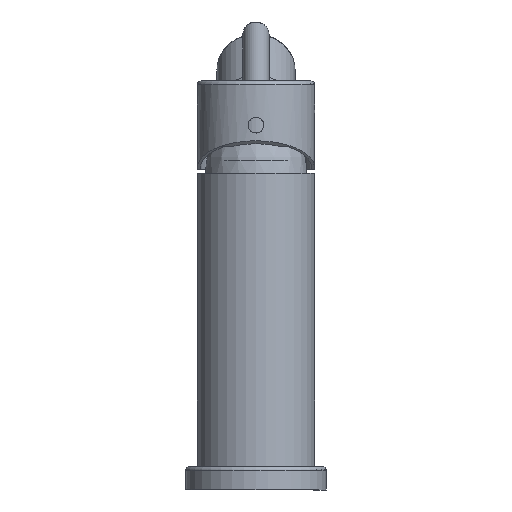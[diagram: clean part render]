
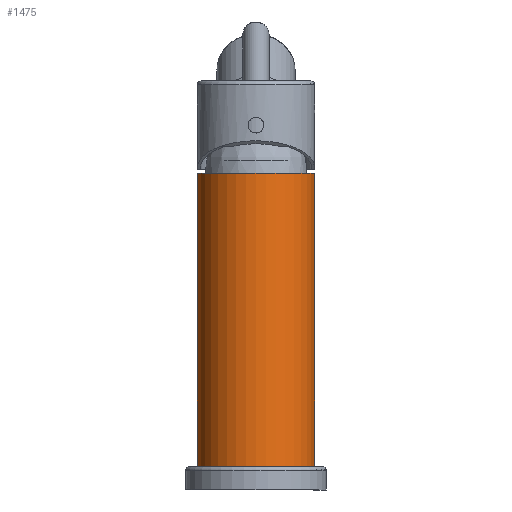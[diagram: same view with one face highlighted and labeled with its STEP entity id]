
A CAD part, left-side view. The second image highlights one B-rep face of the part: STEP entity #1475.
In plain terms, the highlighted cylindrical face has radius 22.5 mm (diameter 45 mm), a full revolution.
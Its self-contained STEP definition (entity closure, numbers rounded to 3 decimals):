
#162=LINE('',#2474,#235);
#235=VECTOR('',#1931,22.5);
#308=CYLINDRICAL_SURFACE('',#1684,22.5);
#344=FACE_OUTER_BOUND('',#440,.T.);
#440=EDGE_LOOP('',(#1012,#1013,#1014,#1015));
#549=CIRCLE('',#1681,22.5);
#550=CIRCLE('',#1683,22.5);
#659=VERTEX_POINT('',#2468);
#660=VERTEX_POINT('',#2471);
#798=EDGE_CURVE('',#659,#659,#549,.T.);
#799=EDGE_CURVE('',#660,#660,#550,.T.);
#800=EDGE_CURVE('',#660,#659,#162,.T.);
#1012=ORIENTED_EDGE('',*,*,#799,.T.);
#1013=ORIENTED_EDGE('',*,*,#800,.T.);
#1014=ORIENTED_EDGE('',*,*,#798,.F.);
#1015=ORIENTED_EDGE('',*,*,#800,.F.);
#1475=ADVANCED_FACE('',(#344),#308,.T.);
#1681=AXIS2_PLACEMENT_3D('',#2469,#1923,#1924);
#1683=AXIS2_PLACEMENT_3D('',#2472,#1927,#1928);
#1684=AXIS2_PLACEMENT_3D('',#2473,#1929,#1930);
#1923=DIRECTION('center_axis',(0.,-1.,0.));
#1924=DIRECTION('ref_axis',(1.,0.,0.));
#1927=DIRECTION('center_axis',(0.,-1.,0.));
#1928=DIRECTION('ref_axis',(1.,0.,0.));
#1929=DIRECTION('center_axis',(0.,1.,0.));
#1930=DIRECTION('ref_axis',(1.,0.,0.));
#1931=DIRECTION('',(0.,-1.,0.));
#2468=CARTESIAN_POINT('',(-22.5,0.,0.));
#2469=CARTESIAN_POINT('Origin',(0.,0.,0.));
#2471=CARTESIAN_POINT('',(-22.5,112.5,0.));
#2472=CARTESIAN_POINT('Origin',(0.,112.5,0.));
#2473=CARTESIAN_POINT('Origin',(0.,-5.625,0.));
#2474=CARTESIAN_POINT('',(-22.5,-5.625,0.));
